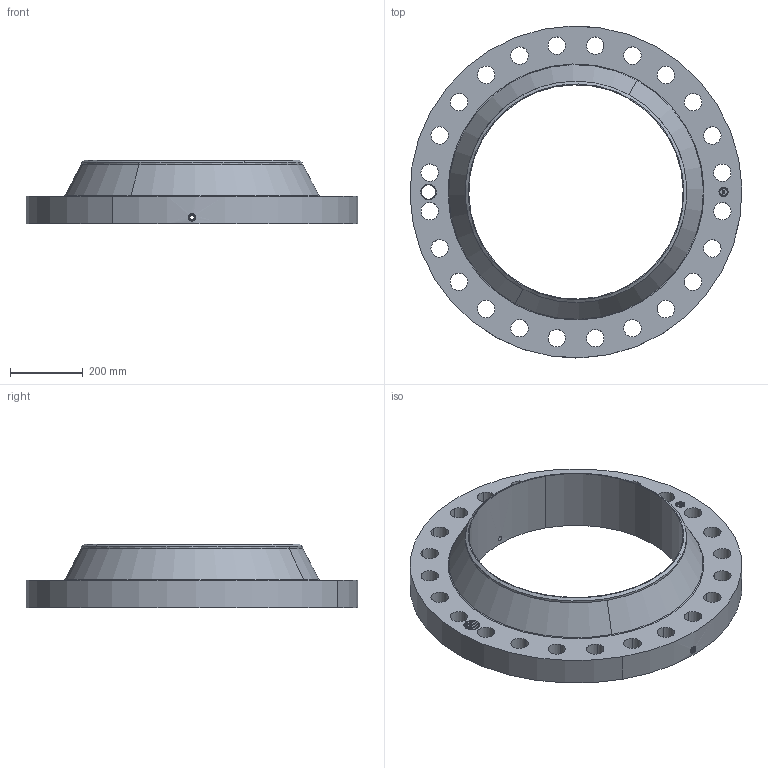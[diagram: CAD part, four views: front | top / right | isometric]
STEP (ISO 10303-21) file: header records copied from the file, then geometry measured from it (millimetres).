
FILE_DESCRIPTION(('3D STEP'),'2;1');
FILE_NAME('24-400-FF-WELD-NECK-20-ORIF-FLANGE.stp','2013-10-23T02:59:53+00:00',('Texas Flange'),(''),'CATIA Version 5 Release 20 SP 6 (IN-10)','CATIA V5 STEP AP214','800-826-3801');
FILE_SCHEMA(('AUTOMOTIVE_DESIGN { 1 0 10303 214 1 1 1 1 }'));
Length unit declared in the file: inch
Products named in the file (1): 24-400-FF-WELD-NECK-20-ORIF-FLANGE
Bounding box: 914.15 x 914.4 x 174.75 mm (x, y, z)
Volume: 31446301.8 mm3; surface area: 1645766.2 mm2
Topology: 1 solids, 1 shells, 798 faces, 2177 edges, 1399 vertices
Faces by surface type: plane 368, bspline 252, cylinder 124, cone 48, revolution 4, torus 2
Entity records: 33635 total; most frequent: CARTESIAN_POINT 13694, ORIENTED_EDGE 4354, DIRECTION 2184, EDGE_CURVE 2177, VERTEX_POINT 1399, VECTOR 1211, LINE 1211, EDGE_LOOP 872
